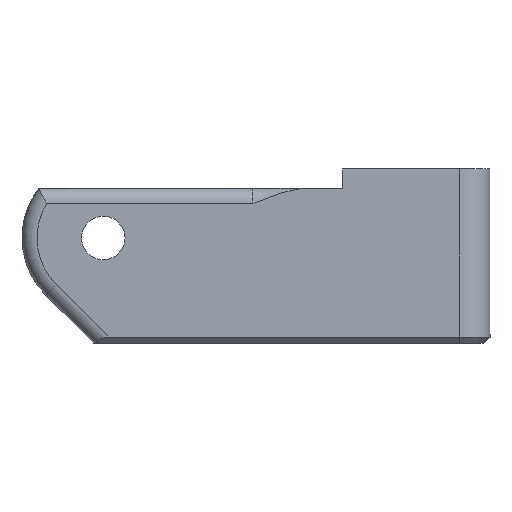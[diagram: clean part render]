
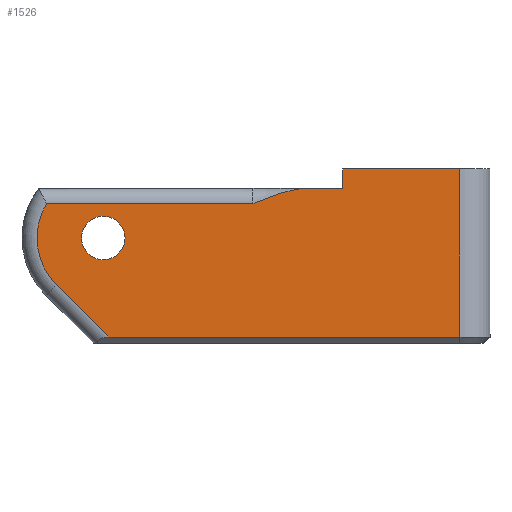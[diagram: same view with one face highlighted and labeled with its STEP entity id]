
A CAD part, left-side view. The second image highlights one B-rep face of the part: STEP entity #1526.
In plain terms, the highlighted planar face has unit normal (-1, 0, 0).
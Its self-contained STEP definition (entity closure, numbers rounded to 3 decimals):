
#65=FACE_BOUND('',#230,.T.);
#74=B_SPLINE_CURVE_WITH_KNOTS('',3,(#2321,#2322,#2323,#2324,#2325,#2326),
 .UNSPECIFIED.,.F.,.F.,(4,2,4),(0.,0.19,0.354),
 .UNSPECIFIED.);
#85=PLANE('',#1642);
#137=FACE_OUTER_BOUND('',#229,.T.);
#229=EDGE_LOOP('',(#1067,#1068,#1069,#1070,#1071,#1072,#1073,#1074,#1075));
#230=EDGE_LOOP('',(#1076));
#331=CIRCLE('',#1643,4.42);
#332=CIRCLE('',#1644,1.45);
#400=LINE('',#2311,#543);
#401=LINE('',#2313,#544);
#402=LINE('',#2315,#545);
#403=LINE('',#2317,#546);
#404=LINE('',#2319,#547);
#405=LINE('',#2328,#548);
#406=LINE('',#2331,#549);
#543=VECTOR('',#1828,10.);
#544=VECTOR('',#1829,10.);
#545=VECTOR('',#1830,10.);
#546=VECTOR('',#1831,10.);
#547=VECTOR('',#1832,10.);
#548=VECTOR('',#1833,10.);
#549=VECTOR('',#1836,10.);
#686=VERTEX_POINT('',#2304);
#688=VERTEX_POINT('',#2310);
#689=VERTEX_POINT('',#2312);
#690=VERTEX_POINT('',#2314);
#691=VERTEX_POINT('',#2316);
#692=VERTEX_POINT('',#2318);
#693=VERTEX_POINT('',#2320);
#694=VERTEX_POINT('',#2327);
#695=VERTEX_POINT('',#2329);
#696=VERTEX_POINT('',#2332);
#833=EDGE_CURVE('',#686,#688,#400,.T.);
#834=EDGE_CURVE('',#689,#686,#401,.T.);
#835=EDGE_CURVE('',#690,#689,#402,.T.);
#836=EDGE_CURVE('',#691,#690,#403,.T.);
#837=EDGE_CURVE('',#692,#691,#404,.T.);
#838=EDGE_CURVE('',#693,#692,#74,.T.);
#839=EDGE_CURVE('',#694,#693,#405,.T.);
#840=EDGE_CURVE('',#695,#694,#331,.T.);
#841=EDGE_CURVE('',#688,#695,#406,.T.);
#842=EDGE_CURVE('',#696,#696,#332,.T.);
#1067=ORIENTED_EDGE('',*,*,#833,.F.);
#1068=ORIENTED_EDGE('',*,*,#834,.F.);
#1069=ORIENTED_EDGE('',*,*,#835,.F.);
#1070=ORIENTED_EDGE('',*,*,#836,.F.);
#1071=ORIENTED_EDGE('',*,*,#837,.F.);
#1072=ORIENTED_EDGE('',*,*,#838,.F.);
#1073=ORIENTED_EDGE('',*,*,#839,.F.);
#1074=ORIENTED_EDGE('',*,*,#840,.F.);
#1075=ORIENTED_EDGE('',*,*,#841,.F.);
#1076=ORIENTED_EDGE('',*,*,#842,.T.);
#1526=ADVANCED_FACE('',(#137,#65),#85,.T.);
#1642=AXIS2_PLACEMENT_3D('',#2309,#1826,#1827);
#1643=AXIS2_PLACEMENT_3D('',#2330,#1834,#1835);
#1644=AXIS2_PLACEMENT_3D('',#2333,#1837,#1838);
#1826=DIRECTION('center_axis',(-1.,0.,0.));
#1827=DIRECTION('ref_axis',(0.,-1.,0.));
#1828=DIRECTION('',(0.,1.,0.));
#1829=DIRECTION('',(0.,0.,-1.));
#1830=DIRECTION('',(0.,-1.,0.));
#1831=DIRECTION('',(0.,0.,1.));
#1832=DIRECTION('',(0.,-1.,0.));
#1833=DIRECTION('',(0.,-1.,0.));
#1834=DIRECTION('center_axis',(1.,0.,0.));
#1835=DIRECTION('ref_axis',(0.,0.998,-0.065));
#1836=DIRECTION('',(0.,0.707,0.707));
#1837=DIRECTION('center_axis',(1.,0.,0.));
#1838=DIRECTION('ref_axis',(0.,0.,
-1.));
#2304=CARTESIAN_POINT('',(28.875,-12.448,106.249));
#2309=CARTESIAN_POINT('Origin',(28.875,15.152,105.849));
#2310=CARTESIAN_POINT('',(28.875,10.982,106.249));
#2311=CARTESIAN_POINT('',(28.875,-7.798,106.249));
#2312=CARTESIAN_POINT('',(28.875,-12.448,117.449));
#2313=CARTESIAN_POINT('',(28.875,-12.448,111.649));
#2314=CARTESIAN_POINT('',(28.875,-4.648,117.449));
#2315=CARTESIAN_POINT('',(28.875,-6.248,117.449));
#2316=CARTESIAN_POINT('',(28.875,-4.648,116.149));
#2317=CARTESIAN_POINT('',(28.875,-4.648,112.649));
#2318=CARTESIAN_POINT('',(28.875,-2.254,116.149));
#2319=CARTESIAN_POINT('',(28.875,3.167,116.149));
#2320=CARTESIAN_POINT('',(28.875,1.352,115.149));
#2321=CARTESIAN_POINT('Ctrl Pts',(28.875,1.352,115.149));
#2322=CARTESIAN_POINT('Ctrl Pts',(28.875,0.765,115.388));
#2323=CARTESIAN_POINT('Ctrl Pts',(28.875,0.061,115.673));
#2324=CARTESIAN_POINT('Ctrl Pts',(28.875,-1.068,116.013));
#2325=CARTESIAN_POINT('Ctrl Pts',(28.875,-1.708,116.149));
#2326=CARTESIAN_POINT('Ctrl Pts',(28.875,-2.254,116.149));
#2327=CARTESIAN_POINT('',(28.875,15.106,115.149));
#2328=CARTESIAN_POINT('',(28.875,5.252,115.149));
#2329=CARTESIAN_POINT('',(28.875,14.457,109.723));
#2330=CARTESIAN_POINT('Origin',(28.875,11.332,112.849));
#2331=CARTESIAN_POINT('',(28.875,12.078,107.344));
#2332=CARTESIAN_POINT('',(28.875,11.332,114.299));
#2333=CARTESIAN_POINT('Origin',(28.875,11.332,112.849));
